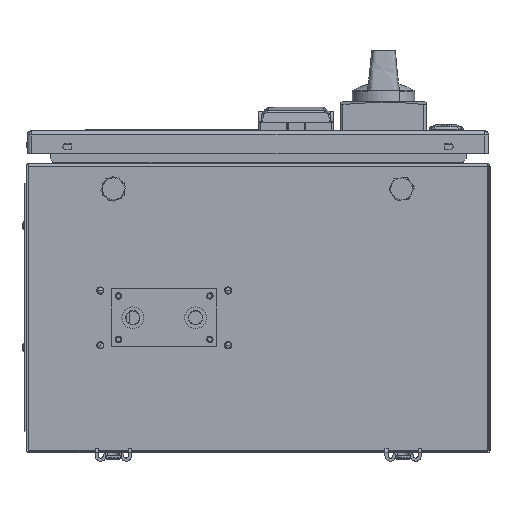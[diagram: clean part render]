
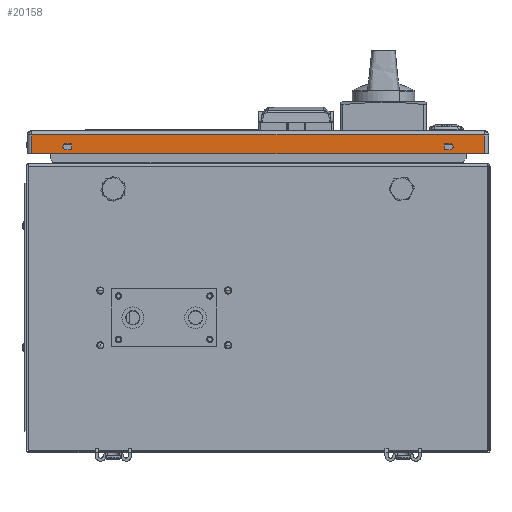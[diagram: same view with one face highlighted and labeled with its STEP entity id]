
A CAD part, front view. The second image highlights one B-rep face of the part: STEP entity #20158.
In plain terms, the highlighted planar face has unit normal (0, -1, 0).
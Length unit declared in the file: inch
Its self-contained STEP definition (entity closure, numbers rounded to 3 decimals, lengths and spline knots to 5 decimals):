
#1336 = DIRECTION ( 'NONE',  ( 0., 1., 0. ) ) ;
#2216 = VECTOR ( 'NONE', #35704, 39.37008 ) ;
#2238 = CARTESIAN_POINT ( 'NONE',  ( -6.44127, -9.8871, 10.66491 ) ) ;
#2291 = DIRECTION ( 'NONE',  ( -1., 0., 0. ) ) ;
#2324 = DIRECTION ( 'NONE',  ( 0., 0., -1. ) ) ;
#2675 = ORIENTED_EDGE ( 'NONE', *, *, #39426, .T. ) ;
#2915 = VERTEX_POINT ( 'NONE', #39629 ) ;
#3443 = CARTESIAN_POINT ( 'NONE',  ( -7.82252, -9.8871, 10.96741 ) ) ;
#4418 = ORIENTED_EDGE ( 'NONE', *, *, #56480, .T. ) ;
#5226 = CARTESIAN_POINT ( 'NONE',  ( 7.80348, -9.8871, 11.06041 ) ) ;
#5818 = ORIENTED_EDGE ( 'NONE', *, *, #50287, .T. ) ;
#7846 = EDGE_LOOP ( 'NONE', ( #44471, #23569, #55840, #4418 ) ) ;
#8101 = CARTESIAN_POINT ( 'NONE',  ( 7.80348, -9.8871, 10.96741 ) ) ;
#8399 = CARTESIAN_POINT ( 'NONE',  ( 6.42223, -9.8871, 10.66491 ) ) ;
#9633 = LINE ( 'NONE', #29829, #53286 ) ;
#9935 = ORIENTED_EDGE ( 'NONE', *, *, #41000, .T. ) ;
#10615 = DIRECTION ( 'NONE',  ( 1., 0., 0. ) ) ;
#12273 = VERTEX_POINT ( 'NONE', #23023 ) ;
#13434 = LINE ( 'NONE', #67129, #33547 ) ;
#13773 = DIRECTION ( 'NONE',  ( 1., 0., 0. ) ) ;
#14480 = CARTESIAN_POINT ( 'NONE',  ( 6.42223, -9.8871, 11.06041 ) ) ;
#14703 = EDGE_CURVE ( 'NONE', #61625, #37015, #62001, .T. ) ;
#15602 = LINE ( 'NONE', #5226, #30273 ) ;
#17021 = DIRECTION ( 'NONE',  ( 0., 1., 0. ) ) ;
#17884 = VECTOR ( 'NONE', #37544, 39.37008 ) ;
#19844 = EDGE_CURVE ( 'NONE', #25873, #12273, #50594, .T. ) ;
#20158 = ADVANCED_FACE ( 'NONE', ( #39094, #24112, #56040 ), #40567, .T. ) ;
#21592 = EDGE_CURVE ( 'NONE', #37015, #33377, #24244, .T. ) ;
#21736 = CARTESIAN_POINT ( 'NONE',  ( -6.64427, -9.8871, 10.66491 ) ) ;
#22626 = CIRCLE ( 'NONE', #37074, 0.1015 ) ;
#23023 = CARTESIAN_POINT ( 'NONE',  ( -7.82252, -9.8871, 10.31341 ) ) ;
#23471 = CARTESIAN_POINT ( 'NONE',  ( 6.42223, -9.8871, 10.46191 ) ) ;
#23569 = ORIENTED_EDGE ( 'NONE', *, *, #14703, .T. ) ;
#23840 = ORIENTED_EDGE ( 'NONE', *, *, #35119, .T. ) ;
#24112 = FACE_BOUND ( 'NONE', #7846, .T. ) ;
#24244 = LINE ( 'NONE', #39911, #61373 ) ;
#24927 = DIRECTION ( 'NONE',  ( 1., 0., 0. ) ) ;
#25632 = VERTEX_POINT ( 'NONE', #8101 ) ;
#25873 = VERTEX_POINT ( 'NONE', #3443 ) ;
#26100 = CARTESIAN_POINT ( 'NONE',  ( 6.62523, -9.8871, 10.66491 ) ) ;
#26359 = DIRECTION ( 'NONE',  ( 0., 0., -1. ) ) ;
#26508 = CIRCLE ( 'NONE', #63042, 0.1015 ) ;
#26555 = VERTEX_POINT ( 'NONE', #33819 ) ;
#28168 = DIRECTION ( 'NONE',  ( 0., 0., -1. ) ) ;
#29025 = ORIENTED_EDGE ( 'NONE', *, *, #62390, .T. ) ;
#29829 = CARTESIAN_POINT ( 'NONE',  ( -7.82252, -9.8871, 10.66491 ) ) ;
#30268 = VECTOR ( 'NONE', #36014, 39.37008 ) ;
#30273 = VECTOR ( 'NONE', #68591, 39.37008 ) ;
#31056 = EDGE_LOOP ( 'NONE', ( #5818, #23840, #37210, #66142 ) ) ;
#32698 = CARTESIAN_POINT ( 'NONE',  ( -6.44127, -9.8871, 11.06041 ) ) ;
#32799 = CARTESIAN_POINT ( 'NONE',  ( 6.62523, -9.8871, 10.46191 ) ) ;
#32919 = CARTESIAN_POINT ( 'NONE',  ( -7.82252, -9.8871, 10.46191 ) ) ;
#33123 = VECTOR ( 'NONE', #2291, 39.37008 ) ;
#33377 = VERTEX_POINT ( 'NONE', #26100 ) ;
#33547 = VECTOR ( 'NONE', #13773, 39.37008 ) ;
#33819 = CARTESIAN_POINT ( 'NONE',  ( -6.64427, -9.8871, 10.46191 ) ) ;
#35119 = EDGE_CURVE ( 'NONE', #37458, #25632, #15602, .T. ) ;
#35704 = DIRECTION ( 'NONE',  ( 0., 0., 1. ) ) ;
#35727 = DIRECTION ( 'NONE',  ( 0., -1., 0. ) ) ;
#36014 = DIRECTION ( 'NONE',  ( -1., 0., 0. ) ) ;
#36444 = EDGE_CURVE ( 'NONE', #45951, #61625, #57452, .T. ) ;
#37015 = VERTEX_POINT ( 'NONE', #8399 ) ;
#37074 = AXIS2_PLACEMENT_3D ( 'NONE', #47878, #1336, #26359 ) ;
#37210 = ORIENTED_EDGE ( 'NONE', *, *, #41765, .F. ) ;
#37458 = VERTEX_POINT ( 'NONE', #64989 ) ;
#37544 = DIRECTION ( 'NONE',  ( 0., 0., -1. ) ) ;
#38426 = ORIENTED_EDGE ( 'NONE', *, *, #59559, .T. ) ;
#39094 = FACE_BOUND ( 'NONE', #42886, .T. ) ;
#39285 = CARTESIAN_POINT ( 'NONE',  ( -6.64427, -9.8871, 10.56341 ) ) ;
#39426 = EDGE_CURVE ( 'NONE', #26555, #42570, #26508, .T. ) ;
#39629 = CARTESIAN_POINT ( 'NONE',  ( -6.44127, -9.8871, 10.46191 ) ) ;
#39911 = CARTESIAN_POINT ( 'NONE',  ( -7.82252, -9.8871, 10.66491 ) ) ;
#40567 = PLANE ( 'NONE',  #55750 ) ;
#41000 = EDGE_CURVE ( 'NONE', #54529, #2915, #58312, .T. ) ;
#41765 = EDGE_CURVE ( 'NONE', #25873, #25632, #13434, .T. ) ;
#42570 = VERTEX_POINT ( 'NONE', #21736 ) ;
#42886 = EDGE_LOOP ( 'NONE', ( #9935, #38426, #2675, #29025 ) ) ;
#44471 = ORIENTED_EDGE ( 'NONE', *, *, #36444, .T. ) ;
#45555 = VECTOR ( 'NONE', #10615, 39.37008 ) ;
#45951 = VERTEX_POINT ( 'NONE', #32799 ) ;
#46800 = DIRECTION ( 'NONE',  ( 1., 0., 0. ) ) ;
#47709 = DIRECTION ( 'NONE',  ( 0., 0., -1. ) ) ;
#47878 = CARTESIAN_POINT ( 'NONE',  ( 6.62523, -9.8871, 10.56341 ) ) ;
#48083 = CARTESIAN_POINT ( 'NONE',  ( -7.82252, -9.8871, 10.46191 ) ) ;
#48119 = LINE ( 'NONE', #58153, #45555 ) ;
#50287 = EDGE_CURVE ( 'NONE', #12273, #37458, #48119, .T. ) ;
#50594 = LINE ( 'NONE', #66792, #66659 ) ;
#51323 = CARTESIAN_POINT ( 'NONE',  ( -7.82252, -9.8871, 11.06041 ) ) ;
#53286 = VECTOR ( 'NONE', #46800, 39.37008 ) ;
#53705 = LINE ( 'NONE', #32919, #33123 ) ;
#54529 = VERTEX_POINT ( 'NONE', #2238 ) ;
#55750 = AXIS2_PLACEMENT_3D ( 'NONE', #51323, #35727, #47709 ) ;
#55840 = ORIENTED_EDGE ( 'NONE', *, *, #21592, .T. ) ;
#56040 = FACE_OUTER_BOUND ( 'NONE', #31056, .T. ) ;
#56480 = EDGE_CURVE ( 'NONE', #33377, #45951, #22626, .T. ) ;
#57452 = LINE ( 'NONE', #48083, #30268 ) ;
#58153 = CARTESIAN_POINT ( 'NONE',  ( -7.82252, -9.8871, 10.31341 ) ) ;
#58312 = LINE ( 'NONE', #32698, #17884 ) ;
#59559 = EDGE_CURVE ( 'NONE', #2915, #26555, #53705, .T. ) ;
#61373 = VECTOR ( 'NONE', #24927, 39.37008 ) ;
#61625 = VERTEX_POINT ( 'NONE', #23471 ) ;
#62001 = LINE ( 'NONE', #14480, #2216 ) ;
#62390 = EDGE_CURVE ( 'NONE', #42570, #54529, #9633, .T. ) ;
#63042 = AXIS2_PLACEMENT_3D ( 'NONE', #39285, #17021, #28168 ) ;
#64989 = CARTESIAN_POINT ( 'NONE',  ( 7.80348, -9.8871, 10.31341 ) ) ;
#66142 = ORIENTED_EDGE ( 'NONE', *, *, #19844, .T. ) ;
#66659 = VECTOR ( 'NONE', #2324, 39.37008 ) ;
#66792 = CARTESIAN_POINT ( 'NONE',  ( -7.82252, -9.8871, 11.06041 ) ) ;
#67129 = CARTESIAN_POINT ( 'NONE',  ( -3.91602, -9.8871, 10.96741 ) ) ;
#68591 = DIRECTION ( 'NONE',  ( 0., 0., 1. ) ) ;
